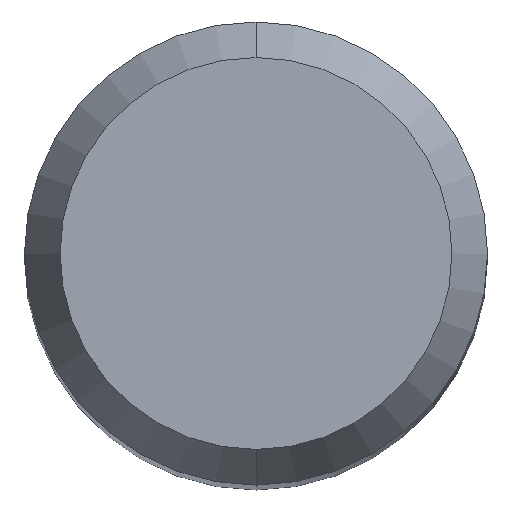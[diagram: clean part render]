
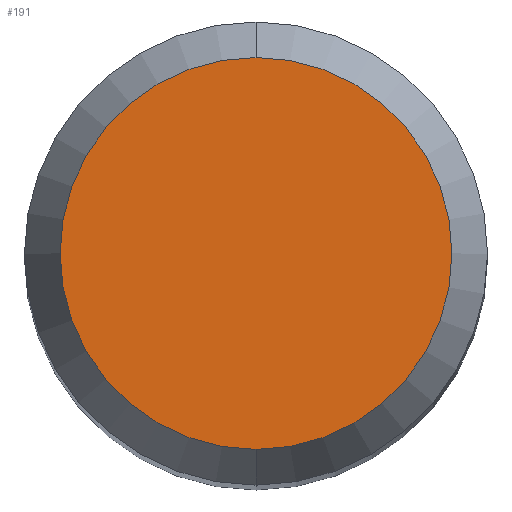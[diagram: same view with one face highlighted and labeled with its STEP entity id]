
A CAD part, top view. The second image highlights one B-rep face of the part: STEP entity #191.
In plain terms, the highlighted planar face has unit normal (0, 0, 1).
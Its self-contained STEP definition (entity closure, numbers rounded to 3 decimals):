
#191=ADVANCED_FACE('',(#485),#486,.T.);
#307=EDGE_CURVE('',#345,#403,#611,.T.);
#345=VERTEX_POINT('',#652);
#371=EDGE_CURVE('',#403,#345,#679,.T.);
#403=VERTEX_POINT('',#719);
#485=FACE_OUTER_BOUND('',#817,.T.);
#486=PLANE('',#818);
#611=CIRCLE('',#1109,2.538);
#652=CARTESIAN_POINT('',(0.,-2.538,0.0));
#679=CIRCLE('',#1217,2.538);
#719=CARTESIAN_POINT('',(0.0,2.538,0.0));
#817=EDGE_LOOP('',(#1408,#1409));
#818=AXIS2_PLACEMENT_3D('',#1410,#1411,#1412);
#1109=AXIS2_PLACEMENT_3D('',#1537,#1538,#1539);
#1217=AXIS2_PLACEMENT_3D('',#1602,#1603,#1604);
#1408=ORIENTED_EDGE('',*,*,#371,.F.);
#1409=ORIENTED_EDGE('',*,*,#307,.F.);
#1410=CARTESIAN_POINT('',(0.0,1.269,0.0));
#1411=DIRECTION('',(-0.0,0.0,1.0));
#1412=DIRECTION('',(0.0,-1.0,0.0));
#1537=CARTESIAN_POINT('',(0.0,0.0,0.0));
#1538=DIRECTION('',(0.0,0.0,-1.0));
#1539=DIRECTION('',(0.0,1.0,0.0));
#1602=CARTESIAN_POINT('',(0.0,0.0,0.0));
#1603=DIRECTION('',(0.0,0.0,-1.0));
#1604=DIRECTION('',(0.0,1.0,0.0));
